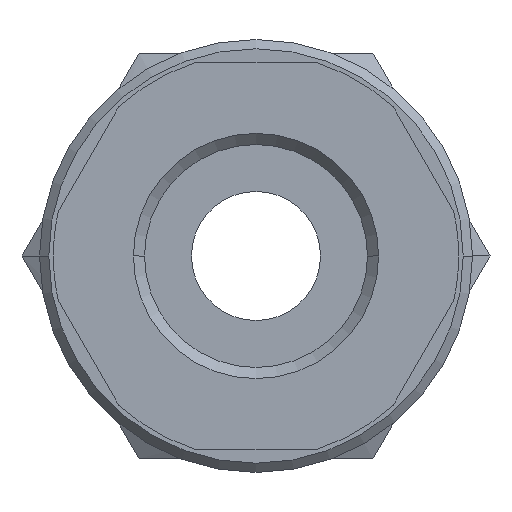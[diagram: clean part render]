
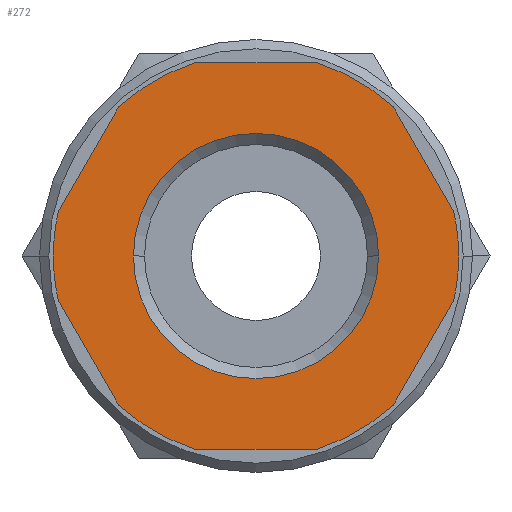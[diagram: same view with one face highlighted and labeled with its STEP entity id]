
A CAD part, front view. The second image highlights one B-rep face of the part: STEP entity #272.
In plain terms, the highlighted planar face has unit normal (0, -1, 0).
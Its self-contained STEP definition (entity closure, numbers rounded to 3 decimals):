
#272=ADVANCED_FACE('',(#559,#560),#561,.T.);
#559=FACE_BOUND('',#852,.T.);
#560=FACE_OUTER_BOUND('',#853,.T.);
#561=PLANE('',#854);
#852=EDGE_LOOP('',(#1542,#1543));
#853=EDGE_LOOP('',(#1544,#1545,#1546,#1547,#1548,#1549,#1550,#1551,#1552,#1553,#1554,#1555,#1556,#1557));
#854=AXIS2_PLACEMENT_3D('',#1558,#1559,#1560);
#1542=ORIENTED_EDGE('',*,*,#1873,.T.);
#1543=ORIENTED_EDGE('',*,*,#1935,.T.);
#1544=ORIENTED_EDGE('',*,*,#1707,.T.);
#1545=ORIENTED_EDGE('',*,*,#1892,.F.);
#1546=ORIENTED_EDGE('',*,*,#1850,.T.);
#1547=ORIENTED_EDGE('',*,*,#1804,.F.);
#1548=ORIENTED_EDGE('',*,*,#1937,.T.);
#1549=ORIENTED_EDGE('',*,*,#1938,.F.);
#1550=ORIENTED_EDGE('',*,*,#1771,.F.);
#1551=ORIENTED_EDGE('',*,*,#1857,.T.);
#1552=ORIENTED_EDGE('',*,*,#1882,.F.);
#1553=ORIENTED_EDGE('',*,*,#1697,.T.);
#1554=ORIENTED_EDGE('',*,*,#1903,.F.);
#1555=ORIENTED_EDGE('',*,*,#1671,.T.);
#1556=ORIENTED_EDGE('',*,*,#1898,.F.);
#1557=ORIENTED_EDGE('',*,*,#1848,.F.);
#1558=CARTESIAN_POINT('',(5.5,0.0,0.0));
#1559=DIRECTION('',(-0.0,-1.0,-0.0));
#1560=DIRECTION('',(-1.0,0.0,0.0));
#1671=EDGE_CURVE('',#1969,#1966,#1970,.T.);
#1697=EDGE_CURVE('',#2016,#2013,#2017,.T.);
#1707=EDGE_CURVE('',#2034,#2031,#2035,.T.);
#1771=EDGE_CURVE('',#2137,#2132,#2139,.T.);
#1804=EDGE_CURVE('',#2178,#2173,#2180,.T.);
#1848=EDGE_CURVE('',#2034,#2236,#2238,.T.);
#1850=EDGE_CURVE('',#2240,#2173,#2241,.T.);
#1857=EDGE_CURVE('',#2137,#2247,#2249,.T.);
#1873=EDGE_CURVE('',#2271,#2269,#2272,.T.);
#1882=EDGE_CURVE('',#2016,#2247,#2284,.T.);
#1892=EDGE_CURVE('',#2240,#2031,#2296,.T.);
#1898=EDGE_CURVE('',#2236,#1966,#2304,.T.);
#1903=EDGE_CURVE('',#1969,#2013,#2309,.T.);
#1935=EDGE_CURVE('',#2269,#2271,#2344,.T.);
#1937=EDGE_CURVE('',#2178,#2346,#2347,.T.);
#1938=EDGE_CURVE('',#2132,#2346,#2348,.T.);
#1966=VERTEX_POINT('',#2378);
#1969=VERTEX_POINT('',#2382);
#1970=LINE('',#2383,#2384);
#2013=VERTEX_POINT('',#2501);
#2016=VERTEX_POINT('',#2505);
#2017=LINE('',#2506,#2507);
#2031=VERTEX_POINT('',#2525);
#2034=VERTEX_POINT('',#2529);
#2035=LINE('',#2530,#2531);
#2132=VERTEX_POINT('',#2707);
#2137=VERTEX_POINT('',#2713);
#2139=CIRCLE('',#2716,11.0);
#2173=VERTEX_POINT('',#2800);
#2178=VERTEX_POINT('',#2806);
#2180=CIRCLE('',#2809,11.0);
#2236=VERTEX_POINT('',#2920);
#2238=CIRCLE('',#2923,11.0);
#2240=VERTEX_POINT('',#2925);
#2241=LINE('',#2926,#2927);
#2247=VERTEX_POINT('',#2934);
#2249=LINE('',#2937,#2938);
#2269=VERTEX_POINT('',#2975);
#2271=VERTEX_POINT('',#2978);
#2272=CIRCLE('',#2979,6.655);
#2284=CIRCLE('',#2994,11.0);
#2296=CIRCLE('',#3017,11.0);
#2304=CIRCLE('',#3027,11.0);
#2309=CIRCLE('',#3032,11.0);
#2344=CIRCLE('',#3098,6.655);
#2346=VERTEX_POINT('',#3100);
#2347=LINE('',#3101,#3102);
#2348=CIRCLE('',#3103,11.0);
#2378=CARTESIAN_POINT('',(-10.733,0.0,2.411));
#2382=CARTESIAN_POINT('',(-7.454,0.0,8.089));
#2383=CARTESIAN_POINT('',(-8.406,0.0,6.441));
#2384=VECTOR('',#3131,1.0);
#2501=CARTESIAN_POINT('',(-3.279,0.0,10.5));
#2505=CARTESIAN_POINT('',(3.279,0.0,10.5));
#2506=CARTESIAN_POINT('',(2.75,0.0,10.5));
#2507=VECTOR('',#3156,1.0);
#2525=CARTESIAN_POINT('',(-7.454,0.0,-8.089));
#2529=CARTESIAN_POINT('',(-10.733,0.0,-2.411));
#2530=CARTESIAN_POINT('',(-8.406,0.0,-6.441));
#2531=VECTOR('',#3168,1.0);
#2707=CARTESIAN_POINT('',(11.0,0.0,0.));
#2713=CARTESIAN_POINT('',(10.733,0.0,2.411));
#2716=AXIS2_PLACEMENT_3D('',#3277,#3278,#3279);
#2800=CARTESIAN_POINT('',(3.279,0.0,-10.5));
#2806=CARTESIAN_POINT('',(7.454,0.0,-8.089));
#2809=AXIS2_PLACEMENT_3D('',#3315,#3316,#3317);
#2920=CARTESIAN_POINT('',(-11.0,0.0,0.));
#2923=AXIS2_PLACEMENT_3D('',#3369,#3370,#3371);
#2925=CARTESIAN_POINT('',(-3.279,0.0,-10.5));
#2926=CARTESIAN_POINT('',(2.75,0.0,-10.5));
#2927=VECTOR('',#3372,1.0);
#2934=CARTESIAN_POINT('',(7.454,0.0,8.089));
#2937=CARTESIAN_POINT('',(9.781,0.0,4.059));
#2938=VECTOR('',#3381,1.0);
#2975=CARTESIAN_POINT('',(6.655,0.0,0.));
#2978=CARTESIAN_POINT('',(-6.655,0.0,0.));
#2979=AXIS2_PLACEMENT_3D('',#3398,#3399,#3400);
#2994=AXIS2_PLACEMENT_3D('',#3413,#3414,#3415);
#3017=AXIS2_PLACEMENT_3D('',#3425,#3426,#3427);
#3027=AXIS2_PLACEMENT_3D('',#3433,#3434,#3435);
#3032=AXIS2_PLACEMENT_3D('',#3439,#3440,#3441);
#3098=AXIS2_PLACEMENT_3D('',#3469,#3470,#3471);
#3100=CARTESIAN_POINT('',(10.733,0.0,-2.411));
#3101=CARTESIAN_POINT('',(9.781,0.0,-4.059));
#3102=VECTOR('',#3472,1.0);
#3103=AXIS2_PLACEMENT_3D('',#3473,#3474,#3475);
#3131=DIRECTION('',(-0.5,0.0,-0.866));
#3156=DIRECTION('',(-1.0,0.0,0.));
#3168=DIRECTION('',(0.5,0.0,-0.866));
#3277=CARTESIAN_POINT('',(0.0,0.0,0.0));
#3278=DIRECTION('',(-0.0,1.0,0.0));
#3279=DIRECTION('',(1.0,0.0,0.0));
#3315=CARTESIAN_POINT('',(0.0,0.0,0.0));
#3316=DIRECTION('',(-0.0,1.0,0.0));
#3317=DIRECTION('',(1.0,0.0,0.0));
#3369=CARTESIAN_POINT('',(0.0,0.0,0.0));
#3370=DIRECTION('',(-0.0,1.0,0.0));
#3371=DIRECTION('',(1.0,0.0,0.0));
#3372=DIRECTION('',(1.0,-0.0,0.0));
#3381=DIRECTION('',(-0.5,0.0,0.866));
#3398=CARTESIAN_POINT('',(0.0,0.0,0.0));
#3399=DIRECTION('',(-0.0,1.0,0.0));
#3400=DIRECTION('',(1.0,0.0,0.0));
#3413=CARTESIAN_POINT('',(0.0,0.0,0.0));
#3414=DIRECTION('',(-0.0,1.0,0.0));
#3415=DIRECTION('',(1.0,0.0,0.0));
#3425=CARTESIAN_POINT('',(0.0,0.0,0.0));
#3426=DIRECTION('',(-0.0,1.0,0.0));
#3427=DIRECTION('',(1.0,0.0,0.0));
#3433=CARTESIAN_POINT('',(0.0,0.0,0.0));
#3434=DIRECTION('',(-0.0,1.0,0.0));
#3435=DIRECTION('',(1.0,0.0,0.0));
#3439=CARTESIAN_POINT('',(0.0,0.0,0.0));
#3440=DIRECTION('',(-0.0,1.0,0.0));
#3441=DIRECTION('',(1.0,0.0,0.0));
#3469=CARTESIAN_POINT('',(0.0,0.0,0.0));
#3470=DIRECTION('',(-0.0,1.0,0.0));
#3471=DIRECTION('',(1.0,0.0,0.0));
#3472=DIRECTION('',(0.5,-0.0,0.866));
#3473=CARTESIAN_POINT('',(0.0,0.0,0.0));
#3474=DIRECTION('',(-0.0,1.0,0.0));
#3475=DIRECTION('',(1.0,0.0,0.0));
